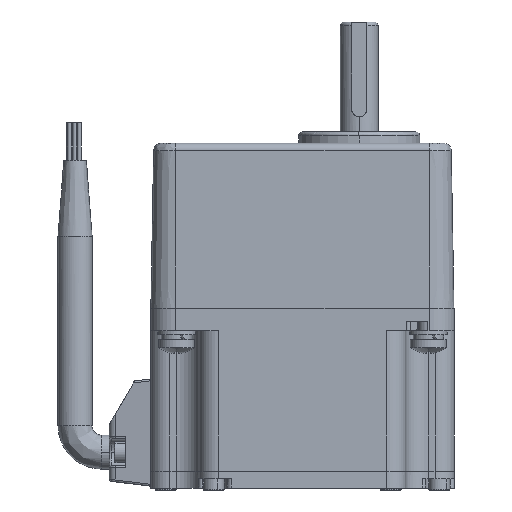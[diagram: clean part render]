
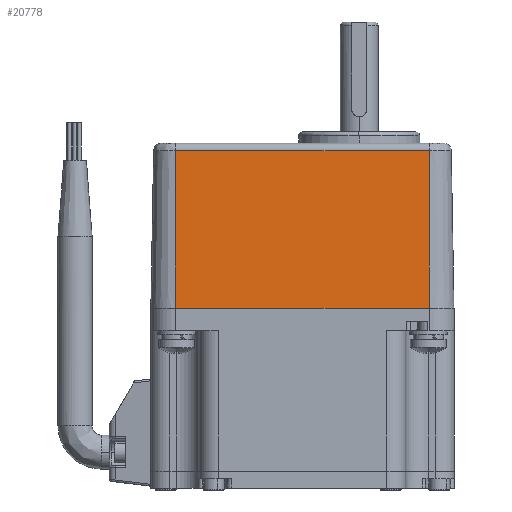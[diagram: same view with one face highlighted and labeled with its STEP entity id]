
A CAD part, front view. The second image highlights one B-rep face of the part: STEP entity #20778.
In plain terms, the highlighted face is planar.
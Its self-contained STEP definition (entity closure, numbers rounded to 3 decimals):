
#23 = EDGE_CURVE ( 'NONE', #757, #10584, #19224, .T. ) ;
#340 = VECTOR ( 'NONE', #17379, 1000. ) ;
#705 = ORIENTED_EDGE ( 'NONE', *, *, #2954, .F. ) ;
#757 = VERTEX_POINT ( 'NONE', #17459 ) ;
#1153 = VERTEX_POINT ( 'NONE', #2284 ) ;
#1831 = DIRECTION ( 'NONE',  ( -0.017, 0., -1. ) ) ;
#2284 = CARTESIAN_POINT ( 'NONE',  ( -40., -33.5, 0. ) ) ;
#2954 = EDGE_CURVE ( 'NONE', #757, #1153, #10101, .T. ) ;
#3157 = DIRECTION ( 'NONE',  ( 0.017, 0., 1. ) ) ;
#3411 = VERTEX_POINT ( 'NONE', #10369 ) ;
#4129 = DIRECTION ( 'NONE',  ( 0., 1., 0. ) ) ;
#4521 = CARTESIAN_POINT ( 'NONE',  ( -40., 0., 0. ) ) ;
#5458 = EDGE_LOOP ( 'NONE', ( #11347, #705, #20461, #20350 ) ) ;
#5751 = EDGE_CURVE ( 'NONE', #3411, #1153, #11062, .T. ) ;
#6285 = DIRECTION ( 'NONE',  ( -0.017, 0., -1. ) ) ;
#6464 = VECTOR ( 'NONE', #4129, 1000. ) ;
#6529 = CARTESIAN_POINT ( 'NONE',  ( -40., 42.632, 0. ) ) ;
#6642 = PLANE ( 'NONE',  #9326 ) ;
#7752 = CARTESIAN_POINT ( 'NONE',  ( -39.275, 33.5, 41.535 ) ) ;
#9326 = AXIS2_PLACEMENT_3D ( 'NONE', #6529, #9585, #3157 ) ;
#9389 = EDGE_CURVE ( 'NONE', #10584, #3411, #13220, .T. ) ;
#9585 = DIRECTION ( 'NONE',  ( -1., 0., 0.017 ) ) ;
#10101 = LINE ( 'NONE', #21395, #18095 ) ;
#10369 = CARTESIAN_POINT ( 'NONE',  ( -40., 33.5, 0. ) ) ;
#10389 = VECTOR ( 'NONE', #6285, 1000. ) ;
#10584 = VERTEX_POINT ( 'NONE', #7752 ) ;
#11062 = LINE ( 'NONE', #4521, #340 ) ;
#11347 = ORIENTED_EDGE ( 'NONE', *, *, #5751, .T. ) ;
#12936 = FACE_OUTER_BOUND ( 'NONE', #5458, .T. ) ;
#13220 = LINE ( 'NONE', #17817, #10389 ) ;
#17379 = DIRECTION ( 'NONE',  ( 0., -1., 0. ) ) ;
#17459 = CARTESIAN_POINT ( 'NONE',  ( -39.275, -33.5, 41.535 ) ) ;
#17817 = CARTESIAN_POINT ( 'NONE',  ( -40., 33.5, 0. ) ) ;
#18095 = VECTOR ( 'NONE', #1831, 1000. ) ;
#19224 = LINE ( 'NONE', #20977, #6464 ) ;
#20350 = ORIENTED_EDGE ( 'NONE', *, *, #9389, .T. ) ;
#20461 = ORIENTED_EDGE ( 'NONE', *, *, #23, .T. ) ;
#20778 = ADVANCED_FACE ( 'NONE', ( #12936 ), #6642, .T. ) ;
#20977 = CARTESIAN_POINT ( 'NONE',  ( -39.275, 42.632, 41.535 ) ) ;
#21395 = CARTESIAN_POINT ( 'NONE',  ( -8750.077, -33.5, -499000. ) ) ;
